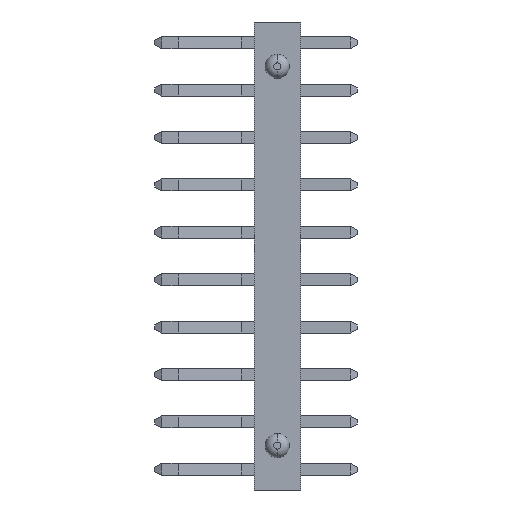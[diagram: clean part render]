
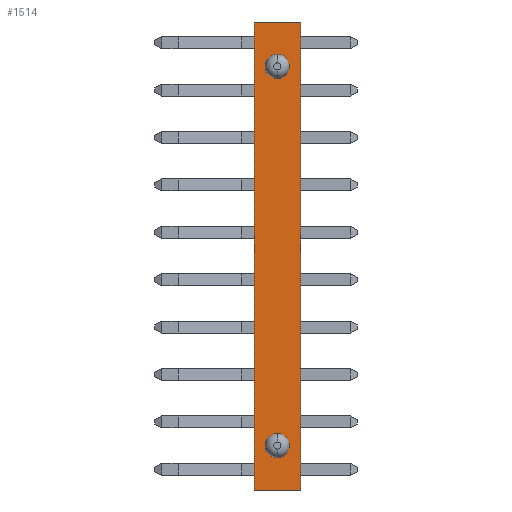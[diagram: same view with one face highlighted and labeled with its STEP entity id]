
A CAD part, front view. The second image highlights one B-rep face of the part: STEP entity #1514.
In plain terms, the highlighted planar face has unit normal (0, -1, 0).
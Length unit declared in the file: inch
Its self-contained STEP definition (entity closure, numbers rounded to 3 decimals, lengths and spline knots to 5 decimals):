
#66 = VERTEX_POINT ( 'NONE', #3762 ) ;
#80 = ORIENTED_EDGE ( 'NONE', *, *, #1043, .F. ) ;
#110 = VECTOR ( 'NONE', #3321, 39.37008 ) ;
#154 = CARTESIAN_POINT ( 'NONE',  ( 0., -0.059, 0.4 ) ) ;
#156 = FACE_BOUND ( 'NONE', #1847, .T. ) ;
#201 = VECTOR ( 'NONE', #3785, 39.37008 ) ;
#334 = VERTEX_POINT ( 'NONE', #3577 ) ;
#384 = LINE ( 'NONE', #1116, #201 ) ;
#483 = VERTEX_POINT ( 'NONE', #660 ) ;
#511 = CARTESIAN_POINT ( 'NONE',  ( 0.049, -0.059, -0.4936 ) ) ;
#553 = DIRECTION ( 'NONE',  ( 0., -1., 0. ) ) ;
#555 = ORIENTED_EDGE ( 'NONE', *, *, #1752, .F. ) ;
#585 = LINE ( 'NONE', #2380, #1327 ) ;
#660 = CARTESIAN_POINT ( 'NONE',  ( 0., -0.059, 0.3745 ) ) ;
#760 = DIRECTION ( 'NONE',  ( 0., -1., 0. ) ) ;
#865 = AXIS2_PLACEMENT_3D ( 'NONE', #2112, #3618, #989 ) ;
#892 = CIRCLE ( 'NONE', #3405, 0.0255 ) ;
#893 = ORIENTED_EDGE ( 'NONE', *, *, #2679, .F. ) ;
#989 = DIRECTION ( 'NONE',  ( 0., 0., -1. ) ) ;
#1040 = FACE_BOUND ( 'NONE', #1900, .T. ) ;
#1043 = EDGE_CURVE ( 'NONE', #3209, #3619, #2379, .T. ) ;
#1079 = ORIENTED_EDGE ( 'NONE', *, *, #1375, .F. ) ;
#1116 = CARTESIAN_POINT ( 'NONE',  ( -0.049, -0.059, 0.4936 ) ) ;
#1327 = VECTOR ( 'NONE', #2956, 39.37008 ) ;
#1375 = EDGE_CURVE ( 'NONE', #66, #3005, #384, .T. ) ;
#1514 = ADVANCED_FACE ( 'NONE', ( #156, #3797, #1040 ), #3242, .T. ) ;
#1549 = DIRECTION ( 'NONE',  ( 1., 0., 0. ) ) ;
#1570 = ORIENTED_EDGE ( 'NONE', *, *, #2243, .F. ) ;
#1657 = ORIENTED_EDGE ( 'NONE', *, *, #2442, .F. ) ;
#1739 = CARTESIAN_POINT ( 'NONE',  ( -0.049, -0.059, 0.4936 ) ) ;
#1745 = DIRECTION ( 'NONE',  ( 0., 0., -1. ) ) ;
#1752 = EDGE_CURVE ( 'NONE', #3005, #3209, #2896, .T. ) ;
#1847 = EDGE_LOOP ( 'NONE', ( #1657, #893 ) ) ;
#1881 = CIRCLE ( 'NONE', #3550, 0.0255 ) ;
#1897 = DIRECTION ( 'NONE',  ( 0., 0., -1. ) ) ;
#1900 = EDGE_LOOP ( 'NONE', ( #3140, #2781 ) ) ;
#2112 = CARTESIAN_POINT ( 'NONE',  ( 0., -0.059, -0.4 ) ) ;
#2184 = CARTESIAN_POINT ( 'NONE',  ( 0.049, -0.059, 0.4936 ) ) ;
#2243 = EDGE_CURVE ( 'NONE', #3619, #66, #585, .T. ) ;
#2254 = CARTESIAN_POINT ( 'NONE',  ( 0., -0.059, -0.4255 ) ) ;
#2379 = LINE ( 'NONE', #3345, #110 ) ;
#2380 = CARTESIAN_POINT ( 'NONE',  ( -0.049, -0.059, -0.4936 ) ) ;
#2442 = EDGE_CURVE ( 'NONE', #334, #2919, #2986, .T. ) ;
#2535 = CARTESIAN_POINT ( 'NONE',  ( 0., -0.059, 0.4255 ) ) ;
#2616 = VERTEX_POINT ( 'NONE', #2535 ) ;
#2628 = EDGE_CURVE ( 'NONE', #2616, #483, #1881, .T. ) ;
#2630 = DIRECTION ( 'NONE',  ( 0., -1., 0. ) ) ;
#2679 = EDGE_CURVE ( 'NONE', #2919, #334, #3768, .T. ) ;
#2781 = ORIENTED_EDGE ( 'NONE', *, *, #3439, .F. ) ;
#2896 = LINE ( 'NONE', #3014, #3391 ) ;
#2906 = EDGE_LOOP ( 'NONE', ( #80, #555, #1079, #1570 ) ) ;
#2919 = VERTEX_POINT ( 'NONE', #2254 ) ;
#2956 = DIRECTION ( 'NONE',  ( -1., 0., 0. ) ) ;
#2986 = CIRCLE ( 'NONE', #865, 0.0255 ) ;
#3005 = VERTEX_POINT ( 'NONE', #1739 ) ;
#3014 = CARTESIAN_POINT ( 'NONE',  ( -0.049, -0.059, 0.4936 ) ) ;
#3140 = ORIENTED_EDGE ( 'NONE', *, *, #2628, .F. ) ;
#3195 = CARTESIAN_POINT ( 'NONE',  ( 0., -0.059, 0.4 ) ) ;
#3209 = VERTEX_POINT ( 'NONE', #2184 ) ;
#3242 = PLANE ( 'NONE',  #3827 ) ;
#3262 = CARTESIAN_POINT ( 'NONE',  ( 0., -0.059, 0. ) ) ;
#3321 = DIRECTION ( 'NONE',  ( 0., 0., -1. ) ) ;
#3345 = CARTESIAN_POINT ( 'NONE',  ( 0.049, -0.059, 0.4936 ) ) ;
#3359 = CARTESIAN_POINT ( 'NONE',  ( 0., -0.059, -0.4 ) ) ;
#3388 = DIRECTION ( 'NONE',  ( 0., 0., -1. ) ) ;
#3391 = VECTOR ( 'NONE', #1549, 39.37008 ) ;
#3401 = DIRECTION ( 'NONE',  ( 0., -1., 0. ) ) ;
#3405 = AXIS2_PLACEMENT_3D ( 'NONE', #3195, #553, #3517 ) ;
#3439 = EDGE_CURVE ( 'NONE', #483, #2616, #892, .T. ) ;
#3517 = DIRECTION ( 'NONE',  ( 0., 0., -1. ) ) ;
#3550 = AXIS2_PLACEMENT_3D ( 'NONE', #154, #760, #3388 ) ;
#3577 = CARTESIAN_POINT ( 'NONE',  ( 0., -0.059, -0.3745 ) ) ;
#3618 = DIRECTION ( 'NONE',  ( 0., -1., 0. ) ) ;
#3619 = VERTEX_POINT ( 'NONE', #511 ) ;
#3755 = AXIS2_PLACEMENT_3D ( 'NONE', #3359, #3401, #1897 ) ;
#3762 = CARTESIAN_POINT ( 'NONE',  ( -0.049, -0.059, -0.4936 ) ) ;
#3768 = CIRCLE ( 'NONE', #3755, 0.0255 ) ;
#3785 = DIRECTION ( 'NONE',  ( 0., 0., 1. ) ) ;
#3797 = FACE_OUTER_BOUND ( 'NONE', #2906, .T. ) ;
#3827 = AXIS2_PLACEMENT_3D ( 'NONE', #3262, #2630, #1745 ) ;
